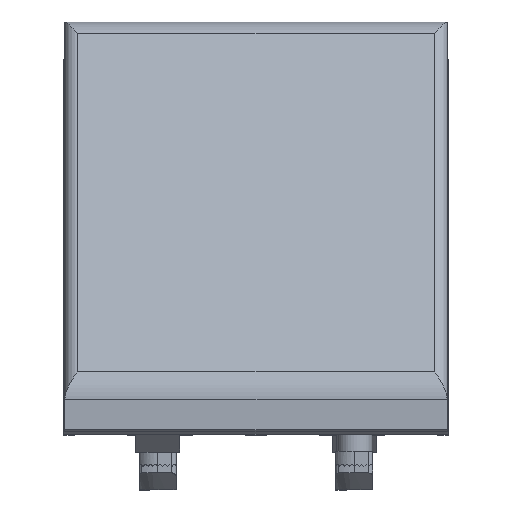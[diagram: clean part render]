
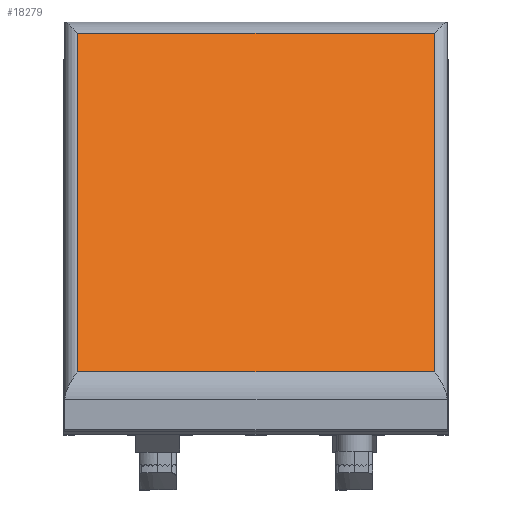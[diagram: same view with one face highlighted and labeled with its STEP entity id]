
A CAD part, top view. The second image highlights one B-rep face of the part: STEP entity #18279.
In plain terms, the highlighted face is planar.
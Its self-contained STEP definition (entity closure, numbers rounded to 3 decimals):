
#1725=FACE_OUTER_BOUND('',#2762,.T.);
#2762=EDGE_LOOP('',(#11946,#11947,#11948,#11949));
#3859=LINE('',#26913,#5558);
#3860=LINE('',#26915,#5559);
#3861=LINE('',#26917,#5560);
#3862=LINE('',#26918,#5561);
#5558=VECTOR('',#21539,1000.);
#5559=VECTOR('',#21540,1000.);
#5560=VECTOR('',#21541,1000.);
#5561=VECTOR('',#21542,1000.);
#7257=VERTEX_POINT('',#26911);
#7258=VERTEX_POINT('',#26912);
#7259=VERTEX_POINT('',#26914);
#7260=VERTEX_POINT('',#26916);
#9111=EDGE_CURVE('',#7257,#7258,#3859,.T.);
#9112=EDGE_CURVE('',#7259,#7257,#3860,.T.);
#9113=EDGE_CURVE('',#7259,#7260,#3861,.T.);
#9114=EDGE_CURVE('',#7260,#7258,#3862,.T.);
#11946=ORIENTED_EDGE('',*,*,#9111,.F.);
#11947=ORIENTED_EDGE('',*,*,#9112,.F.);
#11948=ORIENTED_EDGE('',*,*,#9113,.T.);
#11949=ORIENTED_EDGE('',*,*,#9114,.T.);
#17616=PLANE('',#19697);
#18279=ADVANCED_FACE('',(#1725),#17616,.F.);
#19697=AXIS2_PLACEMENT_3D('',#26910,#21537,#21538);
#21537=DIRECTION('center_axis',(0.,1.,0.));
#21538=DIRECTION('ref_axis',(0.,0.,1.));
#21539=DIRECTION('',(-1.,0.,0.));
#21540=DIRECTION('',(0.,0.,-1.));
#21541=DIRECTION('',(-1.,0.,0.));
#21542=DIRECTION('',(0.,0.,-1.));
#26910=CARTESIAN_POINT('Origin',(43.8,-8.,54.852));
#26911=CARTESIAN_POINT('',(40.8,-8.,-54.852));
#26912=CARTESIAN_POINT('',(-40.8,-8.,-54.852));
#26913=CARTESIAN_POINT('',(43.8,-8.,-54.852));
#26914=CARTESIAN_POINT('',(40.8,-8.,54.852));
#26915=CARTESIAN_POINT('',(40.8,-8.,67.));
#26916=CARTESIAN_POINT('',(-40.8,-8.,54.852));
#26917=CARTESIAN_POINT('',(43.8,-8.,54.852));
#26918=CARTESIAN_POINT('',(-40.8,-8.,67.));
